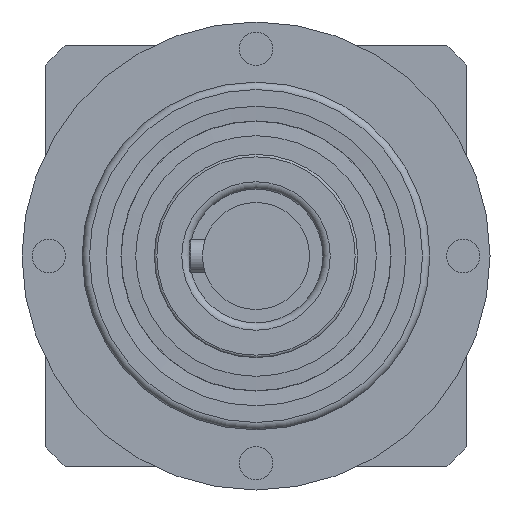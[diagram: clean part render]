
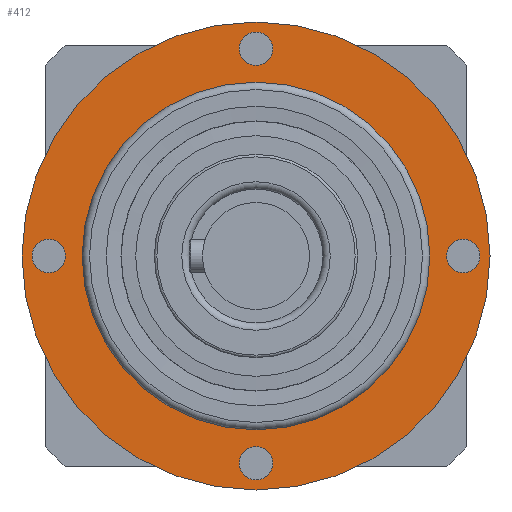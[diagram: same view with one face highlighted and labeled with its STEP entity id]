
A CAD part, left-side view. The second image highlights one B-rep face of the part: STEP entity #412.
In plain terms, the highlighted planar face has unit normal (-1, 0, 0).
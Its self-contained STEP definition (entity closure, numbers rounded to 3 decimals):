
#412=ADVANCED_FACE('',(#606,#607,#608,#609,#610),#549,.T.);
#549=PLANE('',#1936);
#606=FACE_BOUND('',#803,.T.);
#607=FACE_BOUND('',#804,.T.);
#608=FACE_BOUND('',#805,.T.);
#609=FACE_BOUND('',#806,.T.);
#610=FACE_BOUND('',#807,.T.);
#803=EDGE_LOOP('',(#1038));
#804=EDGE_LOOP('',(#1039));
#805=EDGE_LOOP('',(#1040));
#806=EDGE_LOOP('',(#1041));
#807=EDGE_LOOP('',(#1042));
#1038=ORIENTED_EDGE('',*,*,#1602,.T.);
#1039=ORIENTED_EDGE('',*,*,#1603,.T.);
#1040=ORIENTED_EDGE('',*,*,#1604,.T.);
#1041=ORIENTED_EDGE('',*,*,#1605,.T.);
#1042=ORIENTED_EDGE('',*,*,#1606,.F.);
#1432=VERTEX_POINT('',#2795);
#1433=VERTEX_POINT('',#2797);
#1434=VERTEX_POINT('',#2799);
#1435=VERTEX_POINT('',#2801);
#1436=VERTEX_POINT('',#2803);
#1602=EDGE_CURVE('',#1432,#1432,#1801,.T.);
#1603=EDGE_CURVE('',#1433,#1433,#1802,.T.);
#1604=EDGE_CURVE('',#1434,#1434,#1803,.T.);
#1605=EDGE_CURVE('',#1435,#1435,#1804,.T.);
#1606=EDGE_CURVE('',#1436,#1436,#1805,.T.);
#1801=CIRCLE('',#1931,2.5);
#1802=CIRCLE('',#1932,2.5);
#1803=CIRCLE('',#1933,2.5);
#1804=CIRCLE('',#1934,2.5);
#1805=CIRCLE('',#1935,35.);
#1931=AXIS2_PLACEMENT_3D('',#2794,#2206,#2207);
#1932=AXIS2_PLACEMENT_3D('',#2796,#2208,#2209);
#1933=AXIS2_PLACEMENT_3D('',#2798,#2210,#2211);
#1934=AXIS2_PLACEMENT_3D('',#2800,#2212,#2213);
#1935=AXIS2_PLACEMENT_3D('',#2802,#2214,#2215);
#1936=AXIS2_PLACEMENT_3D('',#2804,#2216,#2217);
#2206=DIRECTION('',(1.,0.,0.));
#2207=DIRECTION('',(0.,-1.,0.));
#2208=DIRECTION('',(1.,0.,0.));
#2209=DIRECTION('',(0.,0.,1.));
#2210=DIRECTION('',(1.,0.,0.));
#2211=DIRECTION('',(0.,1.,0.));
#2212=DIRECTION('',(1.,0.,0.));
#2213=DIRECTION('',(0.,0.,-1.));
#2214=DIRECTION('',(1.,0.,0.));
#2215=DIRECTION('',(0.,0.,-1.));
#2216=DIRECTION('',(-1.,0.,0.));
#2217=DIRECTION('',(0.,0.,1.));
#2794=CARTESIAN_POINT('',(-78.7,-31.,0.));
#2795=CARTESIAN_POINT('',(-78.7,-33.5,0.));
#2796=CARTESIAN_POINT('',(-78.7,0.,31.));
#2797=CARTESIAN_POINT('',(-78.7,0.,33.5));
#2798=CARTESIAN_POINT('',(-78.7,31.,0.));
#2799=CARTESIAN_POINT('',(-78.7,33.5,0.));
#2800=CARTESIAN_POINT('',(-78.7,0.,-31.));
#2801=CARTESIAN_POINT('',(-78.7,0.,-33.5));
#2802=CARTESIAN_POINT('',(-78.7,0.,0.));
#2803=CARTESIAN_POINT('',(-78.7,0.,-35.));
#2804=CARTESIAN_POINT('',(-78.7,0.,0.));
